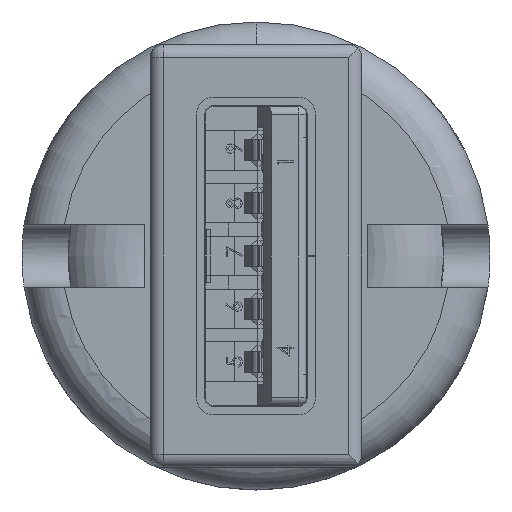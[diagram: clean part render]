
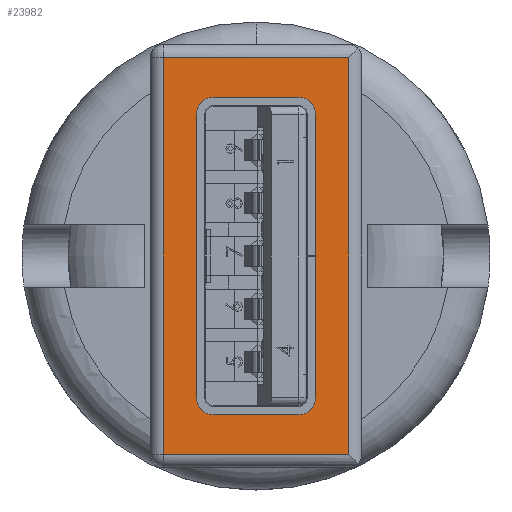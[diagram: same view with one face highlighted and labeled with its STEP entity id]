
A CAD part, left-side view. The second image highlights one B-rep face of the part: STEP entity #23982.
In plain terms, the highlighted face is planar.
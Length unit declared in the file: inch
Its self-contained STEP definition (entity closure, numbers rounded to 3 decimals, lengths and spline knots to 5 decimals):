
#75 = VERTEX_POINT ( 'NONE', #60615 ) ;
#1246 = DIRECTION ( 'NONE',  ( 1., 0., 0. ) ) ;
#1253 = CARTESIAN_POINT ( 'NONE',  ( 0.29528, 0.1378, -0.47244 ) ) ;
#1636 = LINE ( 'NONE', #92026, #56698 ) ;
#5128 = CARTESIAN_POINT ( 'NONE',  ( -0.21102, -0.08858, -0.47244 ) ) ;
#5189 = DIRECTION ( 'NONE',  ( -1., 0., 0. ) ) ;
#7105 = ORIENTED_EDGE ( 'NONE', *, *, #28364, .F. ) ;
#7604 = VERTEX_POINT ( 'NONE', #29017 ) ;
#8145 = VERTEX_POINT ( 'NONE', #56884 ) ;
#9594 = FACE_OUTER_BOUND ( 'NONE', #19153, .T. ) ;
#9760 = LINE ( 'NONE', #5128, #10950 ) ;
#10873 = CARTESIAN_POINT ( 'NONE',  ( -0.21102, 0.06339, -0.47244 ) ) ;
#10950 = VECTOR ( 'NONE', #96867, 39.37008 ) ;
#12585 = CARTESIAN_POINT ( 'NONE',  ( -0.21102, -0.08858, -0.47244 ) ) ;
#15735 = CARTESIAN_POINT ( 'NONE',  ( 0.23622, 0.06339, -0.47244 ) ) ;
#19153 = EDGE_LOOP ( 'NONE', ( #42594, #27451, #52217, #81626 ) ) ;
#23982 = ADVANCED_FACE ( '?1', ( #103618, #9594 ), #82661, .F. ) ;
#24927 = DIRECTION ( 'NONE',  ( -1., 0., 0. ) ) ;
#26992 = DIRECTION ( 'NONE',  ( 0., -1., 0. ) ) ;
#27451 = ORIENTED_EDGE ( 'NONE', *, *, #64299, .T. ) ;
#28364 = EDGE_CURVE ( 'NONE', #97371, #38497, #41406, .T. ) ;
#29017 = CARTESIAN_POINT ( 'NONE',  ( -0.23622, -0.06339, -0.47244 ) ) ;
#29538 = VECTOR ( 'NONE', #26992, 39.37008 ) ;
#29978 = CARTESIAN_POINT ( 'NONE',  ( 0.29528, 0.15748, -0.47244 ) ) ;
#30029 = EDGE_CURVE ( 'NONE', #53342, #97371, #9760, .T. ) ;
#30848 = LINE ( 'NONE', #91086, #77179 ) ;
#33843 = CARTESIAN_POINT ( 'NONE',  ( 0.31496, 0.15748, -0.47244 ) ) ;
#34141 = EDGE_CURVE ( 'NONE', #78363, #51061, #35649, .T. ) ;
#34497 = DIRECTION ( 'NONE',  ( -1., 0., 0. ) ) ;
#35649 = CIRCLE ( 'NONE', #38744, 0.0252 ) ;
#35680 = DIRECTION ( 'NONE',  ( -1., 0., 0. ) ) ;
#36798 = EDGE_LOOP ( 'NONE', ( #67284, #97483, #48603, #7105, #94728, #82971, #90752, #72365 ) ) ;
#37982 = DIRECTION ( 'NONE',  ( 0., 1., 0. ) ) ;
#38146 = VERTEX_POINT ( 'NONE', #1253 ) ;
#38497 = VERTEX_POINT ( 'NONE', #88406 ) ;
#38744 = AXIS2_PLACEMENT_3D ( 'NONE', #10873, #59542, #35680 ) ;
#38830 = VERTEX_POINT ( 'NONE', #15735 ) ;
#41406 = CIRCLE ( 'NONE', #41659, 0.0252 ) ;
#41659 = AXIS2_PLACEMENT_3D ( 'NONE', #49474, #74023, #1246 ) ;
#42594 = ORIENTED_EDGE ( 'NONE', *, *, #91791, .T. ) ;
#43015 = CARTESIAN_POINT ( 'NONE',  ( -0.21102, -0.06339, -0.47244 ) ) ;
#46868 = EDGE_CURVE ( 'NONE', #38830, #62423, #72119, .T. ) ;
#47805 = EDGE_CURVE ( 'NONE', #97560, #38146, #70008, .T. ) ;
#48603 = ORIENTED_EDGE ( 'NONE', *, *, #53963, .F. ) ;
#49474 = CARTESIAN_POINT ( 'NONE',  ( 0.21102, -0.06339, -0.47244 ) ) ;
#50620 = DIRECTION ( 'NONE',  ( 0., 0., 1. ) ) ;
#51061 = VERTEX_POINT ( 'NONE', #69305 ) ;
#51702 = AXIS2_PLACEMENT_3D ( 'NONE', #43015, #67544, #58127 ) ;
#51800 = CARTESIAN_POINT ( 'NONE',  ( 0.29528, -0.1378, -0.47244 ) ) ;
#52217 = ORIENTED_EDGE ( 'NONE', *, *, #47805, .T. ) ;
#53342 = VERTEX_POINT ( 'NONE', #12585 ) ;
#53963 = EDGE_CURVE ( 'NONE', #38497, #38830, #62537, .T. ) ;
#54696 = EDGE_CURVE ( 'NONE', #7604, #53342, #102589, .T. ) ;
#56698 = VECTOR ( 'NONE', #100717, 39.37008 ) ;
#56884 = CARTESIAN_POINT ( 'NONE',  ( -0.29528, 0.1378, -0.47244 ) ) ;
#58051 = DIRECTION ( 'NONE',  ( 0., 0., -1. ) ) ;
#58127 = DIRECTION ( 'NONE',  ( -1., 0., 0. ) ) ;
#59542 = DIRECTION ( 'NONE',  ( 0., 0., 1. ) ) ;
#60615 = CARTESIAN_POINT ( 'NONE',  ( -0.29528, -0.1378, -0.47244 ) ) ;
#62038 = AXIS2_PLACEMENT_3D ( 'NONE', #33843, #58051, #90374 ) ;
#62423 = VERTEX_POINT ( 'NONE', #72480 ) ;
#62482 = CARTESIAN_POINT ( 'NONE',  ( -0.21102, 0.08858, -0.47244 ) ) ;
#62537 = LINE ( 'NONE', #70523, #78919 ) ;
#64299 = EDGE_CURVE ( 'NONE', #75, #97560, #30848, .T. ) ;
#67284 = ORIENTED_EDGE ( 'NONE', *, *, #95416, .F. ) ;
#67448 = LINE ( 'NONE', #73213, #91375 ) ;
#67544 = DIRECTION ( 'NONE',  ( 0., 0., 1. ) ) ;
#69305 = CARTESIAN_POINT ( 'NONE',  ( -0.23622, 0.06339, -0.47244 ) ) ;
#70008 = LINE ( 'NONE', #29978, #97635 ) ;
#70523 = CARTESIAN_POINT ( 'NONE',  ( 0.23622, -0.06339, -0.47244 ) ) ;
#72119 = CIRCLE ( 'NONE', #94843, 0.0252 ) ;
#72143 = LINE ( 'NONE', #90820, #29538 ) ;
#72365 = ORIENTED_EDGE ( 'NONE', *, *, #34141, .F. ) ;
#72480 = CARTESIAN_POINT ( 'NONE',  ( 0.21102, 0.08858, -0.47244 ) ) ;
#73213 = CARTESIAN_POINT ( 'NONE',  ( -0.31496, 0.1378, -0.47244 ) ) ;
#74023 = DIRECTION ( 'NONE',  ( 0., 0., 1. ) ) ;
#75499 = LINE ( 'NONE', #62482, #94324 ) ;
#77179 = VECTOR ( 'NONE', #99096, 39.37008 ) ;
#78363 = VERTEX_POINT ( 'NONE', #98134 ) ;
#78919 = VECTOR ( 'NONE', #103547, 39.37008 ) ;
#81626 = ORIENTED_EDGE ( 'NONE', *, *, #88678, .T. ) ;
#82661 = PLANE ( 'NONE',  #62038 ) ;
#82971 = ORIENTED_EDGE ( 'NONE', *, *, #54696, .F. ) ;
#85331 = CARTESIAN_POINT ( 'NONE',  ( 0.21102, 0.06339, -0.47244 ) ) ;
#87666 = CARTESIAN_POINT ( 'NONE',  ( 0.21102, -0.08858, -0.47244 ) ) ;
#88406 = CARTESIAN_POINT ( 'NONE',  ( 0.23622, -0.06339, -0.47244 ) ) ;
#88678 = EDGE_CURVE ( 'NONE', #38146, #8145, #67448, .T. ) ;
#90374 = DIRECTION ( 'NONE',  ( -1., 0., 0. ) ) ;
#90752 = ORIENTED_EDGE ( 'NONE', *, *, #97600, .F. ) ;
#90820 = CARTESIAN_POINT ( 'NONE',  ( -0.23622, -0.06339, -0.47244 ) ) ;
#91086 = CARTESIAN_POINT ( 'NONE',  ( 0.31496, -0.1378, -0.47244 ) ) ;
#91375 = VECTOR ( 'NONE', #24927, 39.37008 ) ;
#91791 = EDGE_CURVE ( 'NONE', #8145, #75, #1636, .T. ) ;
#92026 = CARTESIAN_POINT ( 'NONE',  ( -0.29528, -0.15748, -0.47244 ) ) ;
#94324 = VECTOR ( 'NONE', #5189, 39.37008 ) ;
#94728 = ORIENTED_EDGE ( 'NONE', *, *, #30029, .F. ) ;
#94843 = AXIS2_PLACEMENT_3D ( 'NONE', #85331, #50620, #34497 ) ;
#95416 = EDGE_CURVE ( 'NONE', #62423, #78363, #75499, .T. ) ;
#96867 = DIRECTION ( 'NONE',  ( 1., 0., 0. ) ) ;
#97371 = VERTEX_POINT ( 'NONE', #87666 ) ;
#97483 = ORIENTED_EDGE ( 'NONE', *, *, #46868, .F. ) ;
#97560 = VERTEX_POINT ( 'NONE', #51800 ) ;
#97600 = EDGE_CURVE ( 'NONE', #51061, #7604, #72143, .T. ) ;
#97635 = VECTOR ( 'NONE', #37982, 39.37008 ) ;
#98134 = CARTESIAN_POINT ( 'NONE',  ( -0.21102, 0.08858, -0.47244 ) ) ;
#99096 = DIRECTION ( 'NONE',  ( 1., 0., 0. ) ) ;
#100717 = DIRECTION ( 'NONE',  ( 0., -1., 0. ) ) ;
#102589 = CIRCLE ( 'NONE', #51702, 0.0252 ) ;
#103547 = DIRECTION ( 'NONE',  ( 0., 1., 0. ) ) ;
#103618 = FACE_BOUND ( 'NONE', #36798, .T. ) ;
